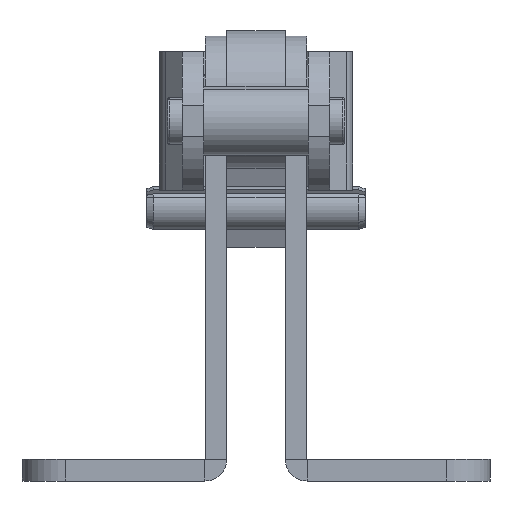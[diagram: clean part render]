
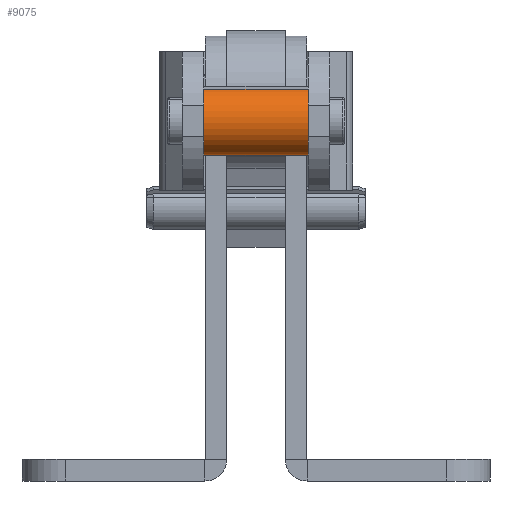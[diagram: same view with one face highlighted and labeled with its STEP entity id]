
A CAD part, left-side view. The second image highlights one B-rep face of the part: STEP entity #9075.
In plain terms, the highlighted cylindrical face has radius 4.75 mm (diameter 9.5 mm), a partial arc.
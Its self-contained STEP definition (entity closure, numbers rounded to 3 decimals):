
#240 = DIRECTION ( 'NONE',  ( 0., 0., 1. ) ) ;
#545 = CARTESIAN_POINT ( 'NONE',  ( -38320.035, -2668.397, 4.75 ) ) ;
#1436 = VECTOR ( 'NONE', #11451, 1000. ) ;
#1790 = AXIS2_PLACEMENT_3D ( 'NONE', #12712, #18636, #6871 ) ;
#2401 = CARTESIAN_POINT ( 'NONE',  ( -38344.568, -2668.397, -4.75 ) ) ;
#2429 = DIRECTION ( 'NONE',  ( -1., 0., 0. ) ) ;
#2580 = EDGE_CURVE ( 'NONE', #21253, #4387, #11852, .T. ) ;
#3633 = ORIENTED_EDGE ( 'NONE', *, *, #2580, .T. ) ;
#4030 = VECTOR ( 'NONE', #8488, 1000. ) ;
#4387 = VERTEX_POINT ( 'NONE', #17800 ) ;
#5823 = FACE_OUTER_BOUND ( 'NONE', #7338, .T. ) ;
#6430 = CIRCLE ( 'NONE', #13685, 4.75 ) ;
#6871 = DIRECTION ( 'NONE',  ( 0., 0., 1. ) ) ;
#7338 = EDGE_LOOP ( 'NONE', ( #7520, #20261, #3633, #12217 ) ) ;
#7520 = ORIENTED_EDGE ( 'NONE', *, *, #7801, .F. ) ;
#7801 = EDGE_CURVE ( 'NONE', #8058, #15635, #9503, .T. ) ;
#8058 = VERTEX_POINT ( 'NONE', #15324 ) ;
#8488 = DIRECTION ( 'NONE',  ( -1., 0., 0. ) ) ;
#9075 = ADVANCED_FACE ( 'NONE', ( #5823 ), #20218, .T. ) ;
#9503 = LINE ( 'NONE', #2401, #4030 ) ;
#11451 = DIRECTION ( 'NONE',  ( -1., 0., 0. ) ) ;
#11852 = LINE ( 'NONE', #25175, #1436 ) ;
#11965 = DIRECTION ( 'NONE',  ( -1., 0., 0. ) ) ;
#12217 = ORIENTED_EDGE ( 'NONE', *, *, #12838, .F. ) ;
#12712 = CARTESIAN_POINT ( 'NONE',  ( -38344.568, -2668.397, 0. ) ) ;
#12838 = EDGE_CURVE ( 'NONE', #15635, #4387, #6430, .T. ) ;
#13491 = EDGE_CURVE ( 'NONE', #8058, #21253, #22641, .T. ) ;
#13685 = AXIS2_PLACEMENT_3D ( 'NONE', #23716, #11965, #240 ) ;
#14189 = CARTESIAN_POINT ( 'NONE',  ( -38320.035, -2668.397, 0. ) ) ;
#15324 = CARTESIAN_POINT ( 'NONE',  ( -38320.035, -2668.397, -4.75 ) ) ;
#15635 = VERTEX_POINT ( 'NONE', #17305 ) ;
#16141 = DIRECTION ( 'NONE',  ( 0., 0., 1. ) ) ;
#17305 = CARTESIAN_POINT ( 'NONE',  ( -38334.335, -2668.397, -4.75 ) ) ;
#17800 = CARTESIAN_POINT ( 'NONE',  ( -38334.335, -2668.397, 4.75 ) ) ;
#18636 = DIRECTION ( 'NONE',  ( -1., 0., 0. ) ) ;
#20218 = CYLINDRICAL_SURFACE ( 'NONE', #1790, 4.75 ) ;
#20261 = ORIENTED_EDGE ( 'NONE', *, *, #13491, .T. ) ;
#21253 = VERTEX_POINT ( 'NONE', #545 ) ;
#22641 = CIRCLE ( 'NONE', #25002, 4.75 ) ;
#23716 = CARTESIAN_POINT ( 'NONE',  ( -38334.335, -2668.397, 0. ) ) ;
#25002 = AXIS2_PLACEMENT_3D ( 'NONE', #14189, #2429, #16141 ) ;
#25175 = CARTESIAN_POINT ( 'NONE',  ( -38344.568, -2668.397, 4.75 ) ) ;
